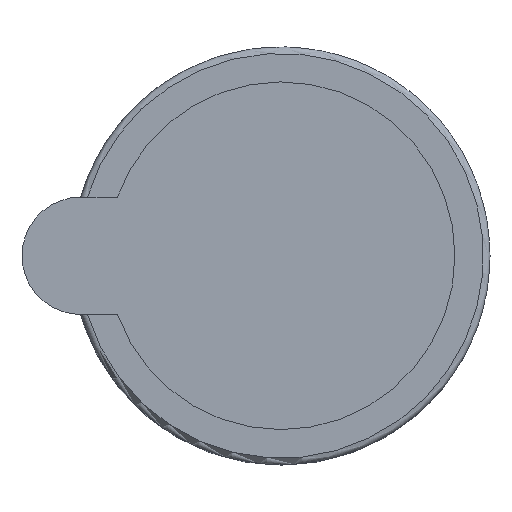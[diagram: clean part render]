
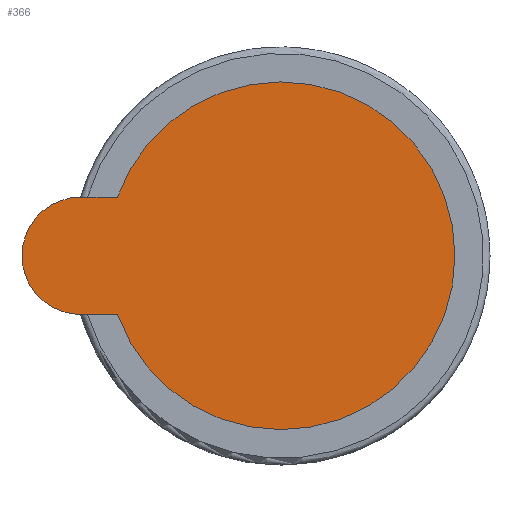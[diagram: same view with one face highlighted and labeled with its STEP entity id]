
A CAD part, top view. The second image highlights one B-rep face of the part: STEP entity #366.
In plain terms, the highlighted planar face has unit normal (0, 0, 1).
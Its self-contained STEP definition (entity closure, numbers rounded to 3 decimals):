
#22=LINE('',#744,#32);
#23=LINE('',#747,#33);
#32=VECTOR('',#490,0.844);
#33=VECTOR('',#493,0.844);
#44=PLANE('',#409);
#84=FACE_OUTER_BOUND('',#119,.T.);
#119=EDGE_LOOP('',(#275,#276,#277,#278));
#158=CIRCLE('',#410,3.995);
#159=CIRCLE('',#411,1.348);
#188=VERTEX_POINT('',#740);
#189=VERTEX_POINT('',#741);
#190=VERTEX_POINT('',#743);
#191=VERTEX_POINT('',#745);
#223=EDGE_CURVE('',#188,#189,#158,.T.);
#224=EDGE_CURVE('',#190,#188,#22,.T.);
#225=EDGE_CURVE('',#191,#190,#159,.T.);
#226=EDGE_CURVE('',#189,#191,#23,.T.);
#275=ORIENTED_EDGE('',*,*,#223,.F.);
#276=ORIENTED_EDGE('',*,*,#224,.F.);
#277=ORIENTED_EDGE('',*,*,#225,.F.);
#278=ORIENTED_EDGE('',*,*,#226,.F.);
#366=ADVANCED_FACE('',(#84),#44,.T.);
#409=AXIS2_PLACEMENT_3D('',#739,#486,#487);
#410=AXIS2_PLACEMENT_3D('',#742,#488,#489);
#411=AXIS2_PLACEMENT_3D('',#746,#491,#492);
#486=DIRECTION('center_axis',(0.,0.,1.));
#487=DIRECTION('ref_axis',(1.,0.,0.));
#488=DIRECTION('center_axis',(0.,0.,-1.));
#489=DIRECTION('ref_axis',(0.941,0.337,0.));
#490=DIRECTION('',(1.,0.,0.));
#491=DIRECTION('center_axis',(0.,0.,-1.));
#492=DIRECTION('ref_axis',(0.,-1.,0.));
#493=DIRECTION('',(-1.,0.,0.));
#739=CARTESIAN_POINT('Origin',(-0.988,0.,
5.05));
#740=CARTESIAN_POINT('',(-3.76,1.348,5.05));
#741=CARTESIAN_POINT('',(-3.76,-1.348,5.05));
#742=CARTESIAN_POINT('Origin',(0.,0.,5.05));
#743=CARTESIAN_POINT('',(-4.604,1.348,5.05));
#744=CARTESIAN_POINT('',(-4.604,1.348,5.05));
#745=CARTESIAN_POINT('',(-4.604,-1.348,5.05));
#746=CARTESIAN_POINT('Origin',(-4.604,0.,5.05));
#747=CARTESIAN_POINT('',(-3.76,-1.348,5.05));
